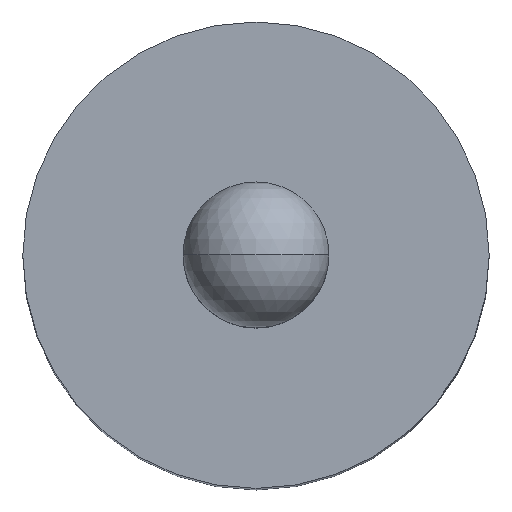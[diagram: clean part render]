
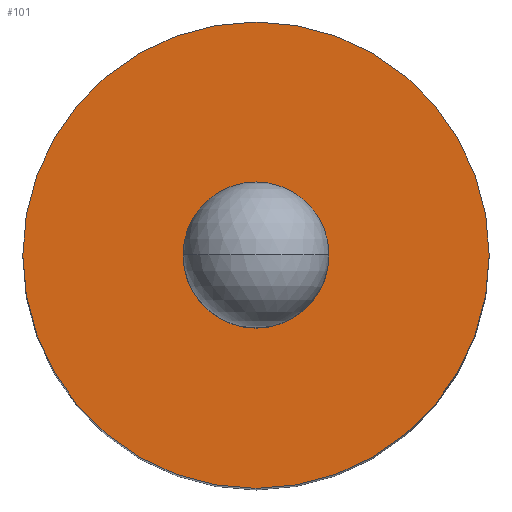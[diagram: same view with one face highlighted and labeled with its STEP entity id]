
A CAD part, top view. The second image highlights one B-rep face of the part: STEP entity #101.
In plain terms, the highlighted planar face has unit normal (0, 0, 1).
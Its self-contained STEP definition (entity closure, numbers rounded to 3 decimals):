
#1 = CIRCLE ( 'NONE', #376, 0.255 ) ;
#10 = DIRECTION ( 'NONE',  ( 0., 0., -1. ) ) ;
#11 = CARTESIAN_POINT ( 'NONE',  ( 0., 0., -0.88 ) ) ;
#19 = DIRECTION ( 'NONE',  ( -1., 0., 0. ) ) ;
#20 = EDGE_CURVE ( 'NONE', #335, #177, #1, .T. ) ;
#23 = CARTESIAN_POINT ( 'NONE',  ( 0., 0., -0.88 ) ) ;
#25 = DIRECTION ( 'NONE',  ( -1., 0., 0. ) ) ;
#28 = DIRECTION ( 'NONE',  ( 0., 0., -1. ) ) ;
#43 = ORIENTED_EDGE ( 'NONE', *, *, #20, .T. ) ;
#58 = CARTESIAN_POINT ( 'NONE',  ( 0., 0., -0.88 ) ) ;
#81 = CARTESIAN_POINT ( 'NONE',  ( 0., 0., -0.88 ) ) ;
#85 = CIRCLE ( 'NONE', #235, 0.815 ) ;
#86 = AXIS2_PLACEMENT_3D ( 'NONE', #81, #10, #115 ) ;
#96 = EDGE_CURVE ( 'NONE', #196, #232, #308, .T. ) ;
#101 = ADVANCED_FACE ( 'NONE', ( #211, #168 ), #112, .F. ) ;
#112 = PLANE ( 'NONE',  #86 ) ;
#115 = DIRECTION ( 'NONE',  ( -1., 0., 0. ) ) ;
#134 = CARTESIAN_POINT ( 'NONE',  ( 0.255, 0., -0.88 ) ) ;
#150 = EDGE_LOOP ( 'NONE', ( #369, #43 ) ) ;
#152 = DIRECTION ( 'NONE',  ( 0., 0., -1. ) ) ;
#154 = AXIS2_PLACEMENT_3D ( 'NONE', #23, #28, #155 ) ;
#155 = DIRECTION ( 'NONE',  ( -1., 0., 0. ) ) ;
#168 = FACE_OUTER_BOUND ( 'NONE', #363, .T. ) ;
#177 = VERTEX_POINT ( 'NONE', #273 ) ;
#196 = VERTEX_POINT ( 'NONE', #236 ) ;
#206 = DIRECTION ( 'NONE',  ( 0., 0., -1. ) ) ;
#211 = FACE_BOUND ( 'NONE', #150, .T. ) ;
#214 = DIRECTION ( 'NONE',  ( -1., 0., 0. ) ) ;
#229 = EDGE_CURVE ( 'NONE', #177, #335, #271, .T. ) ;
#232 = VERTEX_POINT ( 'NONE', #295 ) ;
#235 = AXIS2_PLACEMENT_3D ( 'NONE', #352, #152, #25 ) ;
#236 = CARTESIAN_POINT ( 'NONE',  ( -0.815, 0., -0.88 ) ) ;
#261 = EDGE_CURVE ( 'NONE', #232, #196, #85, .T. ) ;
#271 = CIRCLE ( 'NONE', #154, 0.255 ) ;
#273 = CARTESIAN_POINT ( 'NONE',  ( -0.255, 0., -0.88 ) ) ;
#274 = AXIS2_PLACEMENT_3D ( 'NONE', #58, #206, #214 ) ;
#295 = CARTESIAN_POINT ( 'NONE',  ( 0.815, 0., -0.88 ) ) ;
#296 = ORIENTED_EDGE ( 'NONE', *, *, #261, .F. ) ;
#302 = ORIENTED_EDGE ( 'NONE', *, *, #96, .F. ) ;
#308 = CIRCLE ( 'NONE', #274, 0.815 ) ;
#318 = DIRECTION ( 'NONE',  ( 0., 0., -1. ) ) ;
#335 = VERTEX_POINT ( 'NONE', #134 ) ;
#352 = CARTESIAN_POINT ( 'NONE',  ( 0., 0., -0.88 ) ) ;
#363 = EDGE_LOOP ( 'NONE', ( #302, #296 ) ) ;
#369 = ORIENTED_EDGE ( 'NONE', *, *, #229, .T. ) ;
#376 = AXIS2_PLACEMENT_3D ( 'NONE', #11, #318, #19 ) ;
